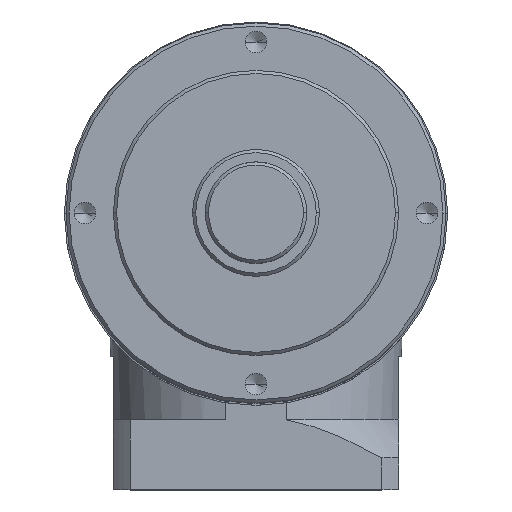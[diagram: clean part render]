
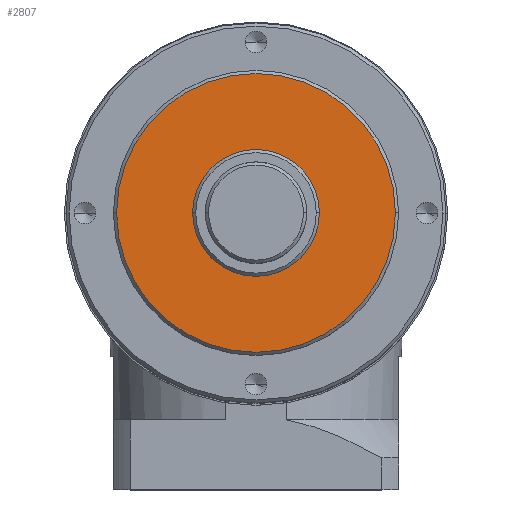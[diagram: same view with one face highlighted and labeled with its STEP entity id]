
A CAD part, top view. The second image highlights one B-rep face of the part: STEP entity #2807.
In plain terms, the highlighted planar face has unit normal (0, 0, 1).
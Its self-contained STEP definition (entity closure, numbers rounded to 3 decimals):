
#3 = AXIS2_PLACEMENT_3D ( 'NONE', #1544, #1705, #1740 ) ;
#42 = DIRECTION ( 'NONE',  ( 0., 0., 1. ) ) ;
#159 = CARTESIAN_POINT ( 'NONE',  ( 0., 0., 133. ) ) ;
#249 = EDGE_CURVE ( 'NONE', #694, #708, #2586, .T. ) ;
#387 = EDGE_CURVE ( 'NONE', #2653, #728, #1461, .T. ) ;
#694 = VERTEX_POINT ( 'NONE', #1522 ) ;
#708 = VERTEX_POINT ( 'NONE', #1094 ) ;
#728 = VERTEX_POINT ( 'NONE', #843 ) ;
#805 = CIRCLE ( 'NONE', #3255, 44. ) ;
#843 = CARTESIAN_POINT ( 'NONE',  ( 20., 0., 133. ) ) ;
#1016 = DIRECTION ( 'NONE',  ( 1., 0., 0. ) ) ;
#1030 = DIRECTION ( 'NONE',  ( 0., 0., 1. ) ) ;
#1094 = CARTESIAN_POINT ( 'NONE',  ( 44., 0., 133. ) ) ;
#1293 = ORIENTED_EDGE ( 'NONE', *, *, #387, .F. ) ;
#1365 = CARTESIAN_POINT ( 'NONE',  ( -20., 0., 133. ) ) ;
#1425 = AXIS2_PLACEMENT_3D ( 'NONE', #1639, #3436, #1895 ) ;
#1461 = CIRCLE ( 'NONE', #3, 20. ) ;
#1522 = CARTESIAN_POINT ( 'NONE',  ( -44., 0., 133. ) ) ;
#1544 = CARTESIAN_POINT ( 'NONE',  ( 0., 0., 133. ) ) ;
#1607 = ORIENTED_EDGE ( 'NONE', *, *, #2568, .F. ) ;
#1639 = CARTESIAN_POINT ( 'NONE',  ( 0., 0., 133. ) ) ;
#1640 = DIRECTION ( 'NONE',  ( 0., 0., 1. ) ) ;
#1677 = PLANE ( 'NONE',  #2814 ) ;
#1705 = DIRECTION ( 'NONE',  ( 0., 0., 1. ) ) ;
#1720 = FACE_OUTER_BOUND ( 'NONE', #2489, .T. ) ;
#1740 = DIRECTION ( 'NONE',  ( 1., 0., 0. ) ) ;
#1895 = DIRECTION ( 'NONE',  ( 1., 0., 0. ) ) ;
#1938 = DIRECTION ( 'NONE',  ( 1., 0., 0. ) ) ;
#2305 = CIRCLE ( 'NONE', #1425, 20. ) ;
#2455 = AXIS2_PLACEMENT_3D ( 'NONE', #159, #1030, #1016 ) ;
#2489 = EDGE_LOOP ( 'NONE', ( #3109, #3214 ) ) ;
#2568 = EDGE_CURVE ( 'NONE', #728, #2653, #2305, .T. ) ;
#2586 = CIRCLE ( 'NONE', #2455, 44. ) ;
#2653 = VERTEX_POINT ( 'NONE', #1365 ) ;
#2718 = CARTESIAN_POINT ( 'NONE',  ( 0., 0., 133. ) ) ;
#2807 = ADVANCED_FACE ( 'NONE', ( #1720, #2937 ), #1677, .T. ) ;
#2814 = AXIS2_PLACEMENT_3D ( 'NONE', #2718, #42, #1938 ) ;
#2937 = FACE_BOUND ( 'NONE', #3016, .T. ) ;
#3016 = EDGE_LOOP ( 'NONE', ( #1607, #1293 ) ) ;
#3098 = EDGE_CURVE ( 'NONE', #708, #694, #805, .T. ) ;
#3109 = ORIENTED_EDGE ( 'NONE', *, *, #249, .T. ) ;
#3173 = CARTESIAN_POINT ( 'NONE',  ( 0., 0., 133. ) ) ;
#3214 = ORIENTED_EDGE ( 'NONE', *, *, #3098, .T. ) ;
#3255 = AXIS2_PLACEMENT_3D ( 'NONE', #3173, #1640, #3438 ) ;
#3436 = DIRECTION ( 'NONE',  ( 0., 0., 1. ) ) ;
#3438 = DIRECTION ( 'NONE',  ( 1., 0., 0. ) ) ;
